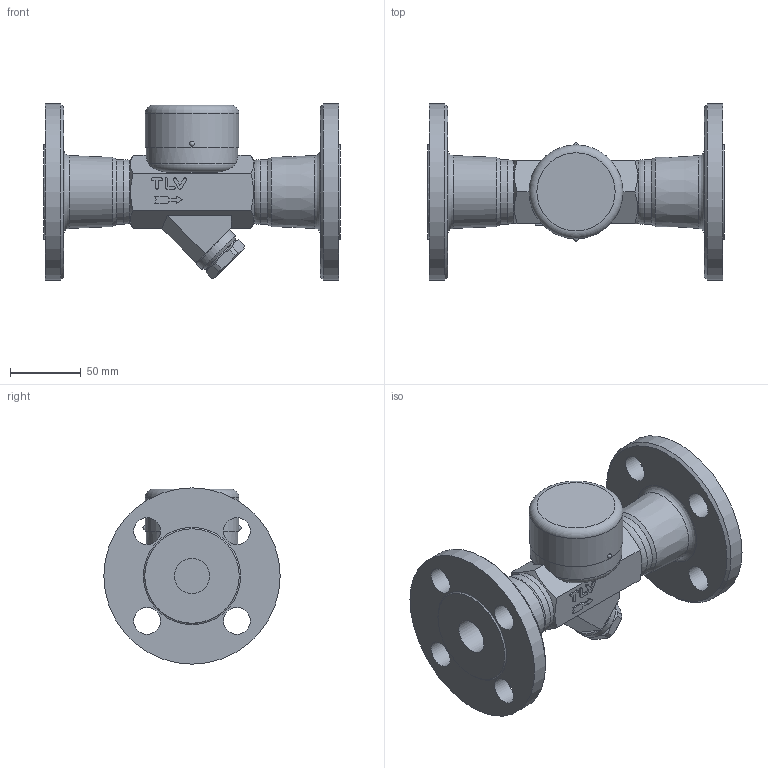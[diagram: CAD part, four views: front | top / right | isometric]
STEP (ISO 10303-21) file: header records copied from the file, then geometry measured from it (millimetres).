
FILE_DESCRIPTION((''),'2;1');
FILE_NAME('a46sw-025-jis10-00.stp','2010-06-30T16:10:12',('nakaot'),(''),'Autodesk Inventor 2008','Autodesk Inventor 2008','');
FILE_SCHEMA(('AUTOMOTIVE_DESIGN { 1 0 10303 214 1 1 1 1 }'));
Length unit declared in the file: millimetre
Products named in the file (1): a46sw-025-jis10-00
Bounding box: 210 x 125 x 125 mm (x, y, z)
Volume: 780161.3 mm3; surface area: 103264.9 mm2
Topology: 1 solids, 1 shells, 127 faces, 328 edges, 214 vertices
Faces by surface type: plane 64, cylinder 26, bspline 21, cone 11, torus 4, sphere 1
Full cylindrical faces by diameter (mm): 19 x4, 25 x1, 29 x1, 34 x1, 46 x1, 65 x1, 66.5 x1, 125 x1
Entity records: 4260 total; most frequent: CARTESIAN_POINT 1430, ORIENTED_EDGE 554, DIRECTION 551, EDGE_CURVE 277, AXIS2_PLACEMENT_3D 207, VERTEX_POINT 203, EDGE_LOOP 194, VECTOR 137
